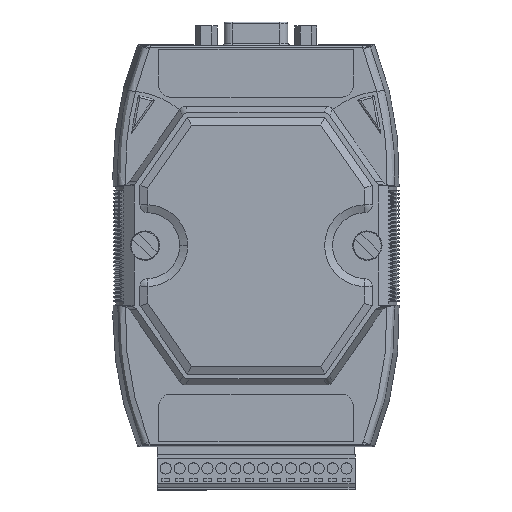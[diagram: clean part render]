
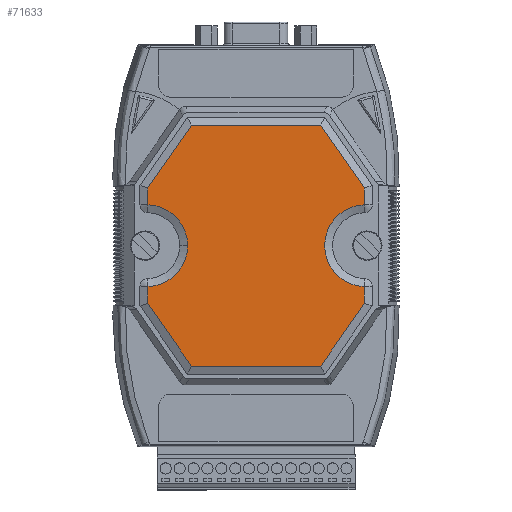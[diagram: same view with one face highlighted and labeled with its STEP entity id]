
A CAD part, top view. The second image highlights one B-rep face of the part: STEP entity #71633.
In plain terms, the highlighted planar face has unit normal (0, 0, 1).
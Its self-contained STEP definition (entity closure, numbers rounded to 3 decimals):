
#251 = DIRECTION ( 'NONE',  ( 0., 0., -1. ) ) ;
#1095 = LINE ( 'NONE', #37291, #54939 ) ;
#3616 = EDGE_CURVE ( 'NONE', #99424, #62809, #38315, .T. ) ;
#4419 = VERTEX_POINT ( 'NONE', #15886 ) ;
#4556 = ORIENTED_EDGE ( 'NONE', *, *, #24506, .T. ) ;
#5097 = CARTESIAN_POINT ( 'NONE',  ( -27.25, -10.296, 13.9 ) ) ;
#5799 = AXIS2_PLACEMENT_3D ( 'NONE', #19679, #100360, #73653 ) ;
#6961 = LINE ( 'NONE', #106590, #17539 ) ;
#7538 = DIRECTION ( 'NONE',  ( 0., -1., 0. ) ) ;
#7793 = CARTESIAN_POINT ( 'NONE',  ( 27.25, 14.536, 13.9 ) ) ;
#7917 = AXIS2_PLACEMENT_3D ( 'NONE', #77295, #83845, #58329 ) ;
#10090 = EDGE_CURVE ( 'NONE', #4419, #88518, #92289, .T. ) ;
#10738 = VECTOR ( 'NONE', #109978, 1000. ) ;
#12793 = CARTESIAN_POINT ( 'NONE',  ( 16.259, 30.35, 13.9 ) ) ;
#15127 = ORIENTED_EDGE ( 'NONE', *, *, #64806, .T. ) ;
#15886 = CARTESIAN_POINT ( 'NONE',  ( 27.25, -14.536, 13.9 ) ) ;
#17539 = VECTOR ( 'NONE', #7538, 1000. ) ;
#17891 = VECTOR ( 'NONE', #114131, 1000. ) ;
#18656 = DIRECTION ( 'NONE',  ( 1., 0., 0. ) ) ;
#18812 = CARTESIAN_POINT ( 'NONE',  ( 27.25, 10.296, 13.9 ) ) ;
#18917 = ORIENTED_EDGE ( 'NONE', *, *, #10090, .T. ) ;
#19679 = CARTESIAN_POINT ( 'NONE',  ( 27.25, -10.296, 13.9 ) ) ;
#23792 = VECTOR ( 'NONE', #110708, 1000. ) ;
#24359 = VECTOR ( 'NONE', #81629, 1000. ) ;
#24506 = EDGE_CURVE ( 'NONE', #44866, #107714, #25209, .T. ) ;
#25209 = LINE ( 'NONE', #53640, #98917 ) ;
#27642 = CARTESIAN_POINT ( 'NONE',  ( 27.25, -10.296, 13.9 ) ) ;
#29645 = ORIENTED_EDGE ( 'NONE', *, *, #59855, .T. ) ;
#35249 = DIRECTION ( 'NONE',  ( 0.571, 0.821, 0. ) ) ;
#37291 = CARTESIAN_POINT ( 'NONE',  ( -27.608, 14.021, 13.9 ) ) ;
#37319 = VECTOR ( 'NONE', #51316, 1000. ) ;
#38315 = LINE ( 'NONE', #93486, #23792 ) ;
#39271 = LINE ( 'NONE', #75457, #65349 ) ;
#39635 = ORIENTED_EDGE ( 'NONE', *, *, #100933, .T. ) ;
#40030 = VERTEX_POINT ( 'NONE', #7793 ) ;
#41258 = LINE ( 'NONE', #5097, #37319 ) ;
#41669 = ORIENTED_EDGE ( 'NONE', *, *, #79290, .T. ) ;
#42888 = LINE ( 'NONE', #77923, #17891 ) ;
#44866 = VERTEX_POINT ( 'NONE', #12793 ) ;
#46712 = VERTEX_POINT ( 'NONE', #97762 ) ;
#49569 = CARTESIAN_POINT ( 'NONE',  ( -27.25, 10.296, 13.9 ) ) ;
#50728 = EDGE_LOOP ( 'NONE', ( #15127, #81237, #61925, #39635, #18917, #106994, #79661, #29645, #4556, #116598, #41669, #103702, #105373 ) ) ;
#51316 = DIRECTION ( 'NONE',  ( 0., -1., 0. ) ) ;
#52928 = CARTESIAN_POINT ( 'NONE',  ( -27.55, 0., 13.9 ) ) ;
#53343 = CIRCLE ( 'NONE', #7917, 10.3 ) ;
#53640 = CARTESIAN_POINT ( 'NONE',  ( -17.305, 30.35, 13.9 ) ) ;
#54939 = VECTOR ( 'NONE', #101335, 1000. ) ;
#58245 = DIRECTION ( 'NONE',  ( -0.571, 0.821, 0. ) ) ;
#58329 = DIRECTION ( 'NONE',  ( 1., 0., 0. ) ) ;
#59855 = EDGE_CURVE ( 'NONE', #40030, #44866, #39271, .T. ) ;
#60052 = CARTESIAN_POINT ( 'NONE',  ( -27.25, 14.536, 13.9 ) ) ;
#60765 = LINE ( 'NONE', #99294, #77648 ) ;
#61925 = ORIENTED_EDGE ( 'NONE', *, *, #64104, .T. ) ;
#62525 = CIRCLE ( 'NONE', #113622, 10.3 ) ;
#62809 = VERTEX_POINT ( 'NONE', #103546 ) ;
#64104 = EDGE_CURVE ( 'NONE', #62809, #46712, #65465, .T. ) ;
#64806 = EDGE_CURVE ( 'NONE', #113538, #99424, #41258, .T. ) ;
#65349 = VECTOR ( 'NONE', #58245, 1000. ) ;
#65465 = LINE ( 'NONE', #99318, #10738 ) ;
#68510 = EDGE_CURVE ( 'NONE', #103773, #113538, #62525, .T. ) ;
#71633 = ADVANCED_FACE ( 'NONE', ( #100945 ), #83145, .T. ) ;
#72758 = CARTESIAN_POINT ( 'NONE',  ( -27.25, -10.296, 13.9 ) ) ;
#73653 = DIRECTION ( 'NONE',  ( 1., 0., 0. ) ) ;
#75457 = CARTESIAN_POINT ( 'NONE',  ( 38.887, -2.208, 13.9 ) ) ;
#76071 = CIRCLE ( 'NONE', #95054, 10.3 ) ;
#76649 = EDGE_CURVE ( 'NONE', #107714, #101293, #1095, .T. ) ;
#77295 = CARTESIAN_POINT ( 'NONE',  ( -27.55, 0., 13.9 ) ) ;
#77648 = VECTOR ( 'NONE', #35249, 1000. ) ;
#77923 = CARTESIAN_POINT ( 'NONE',  ( 27.25, -10.296, 13.9 ) ) ;
#78469 = DIRECTION ( 'NONE',  ( 0., 0., -1. ) ) ;
#79290 = EDGE_CURVE ( 'NONE', #101293, #82416, #6961, .T. ) ;
#79661 = ORIENTED_EDGE ( 'NONE', *, *, #90783, .T. ) ;
#81237 = ORIENTED_EDGE ( 'NONE', *, *, #3616, .T. ) ;
#81629 = DIRECTION ( 'NONE',  ( 0., 1., 0. ) ) ;
#82416 = VERTEX_POINT ( 'NONE', #49569 ) ;
#83145 = PLANE ( 'NONE',  #5799 ) ;
#83845 = DIRECTION ( 'NONE',  ( 0., 0., -1. ) ) ;
#88518 = VERTEX_POINT ( 'NONE', #108090 ) ;
#88908 = VERTEX_POINT ( 'NONE', #18812 ) ;
#89128 = DIRECTION ( 'NONE',  ( 1., 0., 0. ) ) ;
#90783 = EDGE_CURVE ( 'NONE', #88908, #40030, #42888, .T. ) ;
#92289 = LINE ( 'NONE', #27642, #24359 ) ;
#93486 = CARTESIAN_POINT ( 'NONE',  ( -11.486, -37.218, 13.9 ) ) ;
#95054 = AXIS2_PLACEMENT_3D ( 'NONE', #99913, #251, #18656 ) ;
#97762 = CARTESIAN_POINT ( 'NONE',  ( 16.259, -30.35, 13.9 ) ) ;
#98917 = VECTOR ( 'NONE', #99921, 1000. ) ;
#99294 = CARTESIAN_POINT ( 'NONE',  ( 27.608, -14.021, 13.9 ) ) ;
#99318 = CARTESIAN_POINT ( 'NONE',  ( 17.305, -30.35, 13.9 ) ) ;
#99424 = VERTEX_POINT ( 'NONE', #105410 ) ;
#99913 = CARTESIAN_POINT ( 'NONE',  ( 27.55, 0., 13.9 ) ) ;
#99921 = DIRECTION ( 'NONE',  ( -1., 0., 0. ) ) ;
#100360 = DIRECTION ( 'NONE',  ( 0., 0., 1. ) ) ;
#100933 = EDGE_CURVE ( 'NONE', #46712, #4419, #60765, .T. ) ;
#100945 = FACE_OUTER_BOUND ( 'NONE', #50728, .T. ) ;
#101293 = VERTEX_POINT ( 'NONE', #60052 ) ;
#101335 = DIRECTION ( 'NONE',  ( -0.571, -0.821, 0. ) ) ;
#102885 = CARTESIAN_POINT ( 'NONE',  ( -16.259, 30.35, 13.9 ) ) ;
#103447 = EDGE_CURVE ( 'NONE', #88518, #88908, #76071, .T. ) ;
#103533 = EDGE_CURVE ( 'NONE', #82416, #103773, #53343, .T. ) ;
#103546 = CARTESIAN_POINT ( 'NONE',  ( -16.259, -30.35, 13.9 ) ) ;
#103702 = ORIENTED_EDGE ( 'NONE', *, *, #103533, .T. ) ;
#103773 = VERTEX_POINT ( 'NONE', #104587 ) ;
#104587 = CARTESIAN_POINT ( 'NONE',  ( -17.25, 0., 13.9 ) ) ;
#105373 = ORIENTED_EDGE ( 'NONE', *, *, #68510, .T. ) ;
#105410 = CARTESIAN_POINT ( 'NONE',  ( -27.25, -14.536, 13.9 ) ) ;
#106590 = CARTESIAN_POINT ( 'NONE',  ( -27.25, 10.296, 13.9 ) ) ;
#106994 = ORIENTED_EDGE ( 'NONE', *, *, #103447, .T. ) ;
#107714 = VERTEX_POINT ( 'NONE', #102885 ) ;
#108090 = CARTESIAN_POINT ( 'NONE',  ( 27.25, -10.296, 13.9 ) ) ;
#109978 = DIRECTION ( 'NONE',  ( 1., 0., 0. ) ) ;
#110708 = DIRECTION ( 'NONE',  ( 0.571, -0.821, 0. ) ) ;
#113538 = VERTEX_POINT ( 'NONE', #72758 ) ;
#113622 = AXIS2_PLACEMENT_3D ( 'NONE', #52928, #78469, #89128 ) ;
#114131 = DIRECTION ( 'NONE',  ( 0., 1., 0. ) ) ;
#116598 = ORIENTED_EDGE ( 'NONE', *, *, #76649, .T. ) ;
